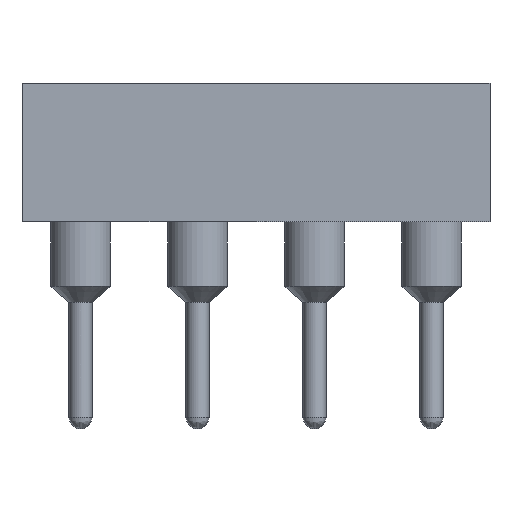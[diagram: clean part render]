
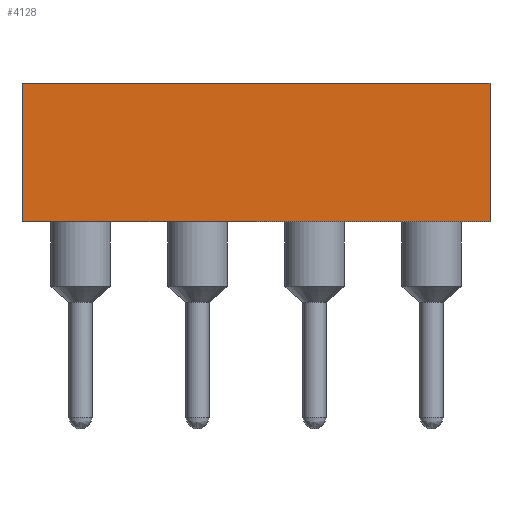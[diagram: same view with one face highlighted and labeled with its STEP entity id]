
A CAD part, front view. The second image highlights one B-rep face of the part: STEP entity #4128.
In plain terms, the highlighted planar face has unit normal (0, -1, 0).
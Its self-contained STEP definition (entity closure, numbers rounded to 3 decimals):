
#24 = DIRECTION ( 'NONE',  ( -1., 0., 0. ) ) ;
#54 = CARTESIAN_POINT ( 'NONE',  ( 0., -5.08, 0. ) ) ;
#338 = LINE ( 'NONE', #4896, #3181 ) ;
#588 = CARTESIAN_POINT ( 'NONE',  ( 0., -5.08, 0. ) ) ;
#835 = LINE ( 'NONE', #54, #3690 ) ;
#853 = DIRECTION ( 'NONE',  ( 1., 0., 0. ) ) ;
#1028 = VERTEX_POINT ( 'NONE', #2800 ) ;
#1159 = CARTESIAN_POINT ( 'NONE',  ( 10.16, -5.08, 0. ) ) ;
#1469 = EDGE_LOOP ( 'NONE', ( #4660, #3292, #4268, #4665 ) ) ;
#1559 = VECTOR ( 'NONE', #853, 1000. ) ;
#1670 = PLANE ( 'NONE',  #2162 ) ;
#1729 = LINE ( 'NONE', #4057, #1559 ) ;
#2162 = AXIS2_PLACEMENT_3D ( 'NONE', #588, #5979, #2758 ) ;
#2758 = DIRECTION ( 'NONE',  ( 1., 0., 0. ) ) ;
#2800 = CARTESIAN_POINT ( 'NONE',  ( 10.16, -5.08, -3. ) ) ;
#3181 = VECTOR ( 'NONE', #24, 1000. ) ;
#3256 = DIRECTION ( 'NONE',  ( 0., 0., -1. ) ) ;
#3292 = ORIENTED_EDGE ( 'NONE', *, *, #5846, .T. ) ;
#3294 = CARTESIAN_POINT ( 'NONE',  ( 0., -5.08, 0. ) ) ;
#3439 = EDGE_CURVE ( 'NONE', #6234, #3456, #338, .T. ) ;
#3456 = VERTEX_POINT ( 'NONE', #3294 ) ;
#3497 = EDGE_CURVE ( 'NONE', #6234, #1028, #3942, .T. ) ;
#3690 = VECTOR ( 'NONE', #3256, 1000. ) ;
#3942 = LINE ( 'NONE', #1159, #6612 ) ;
#4009 = VERTEX_POINT ( 'NONE', #4770 ) ;
#4057 = CARTESIAN_POINT ( 'NONE',  ( 5.08, -5.08, -3. ) ) ;
#4128 = ADVANCED_FACE ( 'NONE', ( #5614 ), #1670, .T. ) ;
#4268 = ORIENTED_EDGE ( 'NONE', *, *, #6418, .T. ) ;
#4388 = DIRECTION ( 'NONE',  ( 0., 0., -1. ) ) ;
#4660 = ORIENTED_EDGE ( 'NONE', *, *, #3439, .T. ) ;
#4665 = ORIENTED_EDGE ( 'NONE', *, *, #3497, .F. ) ;
#4770 = CARTESIAN_POINT ( 'NONE',  ( 0., -5.08, -3. ) ) ;
#4896 = CARTESIAN_POINT ( 'NONE',  ( 0., -5.08, 0. ) ) ;
#5253 = CARTESIAN_POINT ( 'NONE',  ( 10.16, -5.08, 0. ) ) ;
#5614 = FACE_OUTER_BOUND ( 'NONE', #1469, .T. ) ;
#5846 = EDGE_CURVE ( 'NONE', #3456, #4009, #835, .T. ) ;
#5979 = DIRECTION ( 'NONE',  ( 0., -1., 0. ) ) ;
#6234 = VERTEX_POINT ( 'NONE', #5253 ) ;
#6418 = EDGE_CURVE ( 'NONE', #4009, #1028, #1729, .T. ) ;
#6612 = VECTOR ( 'NONE', #4388, 1000. ) ;
